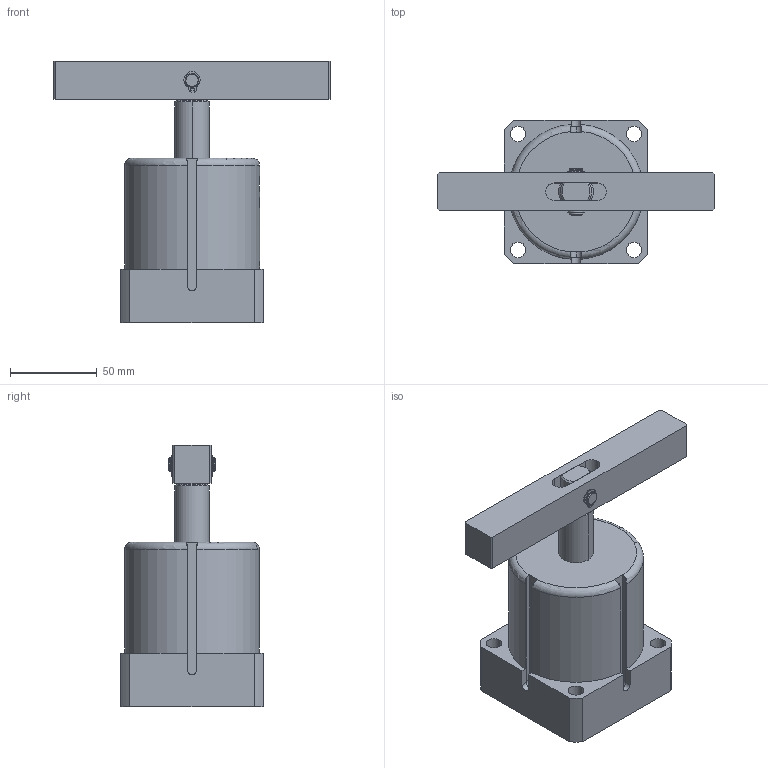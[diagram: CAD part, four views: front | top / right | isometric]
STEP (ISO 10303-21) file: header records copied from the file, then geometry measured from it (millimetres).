
FILE_DESCRIPTION (( 'STEP AP203' ), '1' );
FILE_NAME ('HASC-MS63D.STEP', '2019-10-14T10:56:38', ( '微软用户' ), ( '微软中国' ), 'SwSTEP 2.0', 'SolidWorks 2012', '' );
FILE_SCHEMA (( 'CONFIG_CONTROL_DESIGN' ));
Length unit declared in the file: millimetre
Products named in the file (6): circlips for shaft--type a small gb_GB_CONNECTING_PIECE_RING_RRA 8; HASC-MS63D种隊; HASC-MS63D邧揤旋; HASC-MS63D活塞杆; HASC-MS63-掛极; HASC-MS63D
Assembly tree (6 placements, depth 2):
  HASC-MS63D
    HASC-MS63-掛极
    HASC-MS63D活塞杆
    HASC-MS63D邧揤旋
    HASC-MS63D种隊
    circlips for shaft--type a small gb_GB_CONNECTING_PIECE_RING_RRA 8  x2
Bounding box: 160 x 83 x 151 mm (x, y, z)
Volume: 490675.5 mm3; surface area: 95107.8 mm2
Topology: 6 solids, 6 shells, 237 faces, 607 edges, 398 vertices
Faces by surface type: plane 107, cylinder 88, cone 16, bspline 16, torus 10
Entity records: 8148 total; most frequent: CARTESIAN_POINT 2227, ORIENTED_EDGE 1100, DIRECTION 1094, EDGE_CURVE 550, AXIS2_PLACEMENT_3D 399, VERTEX_POINT 360, VECTOR 296, LINE 296
